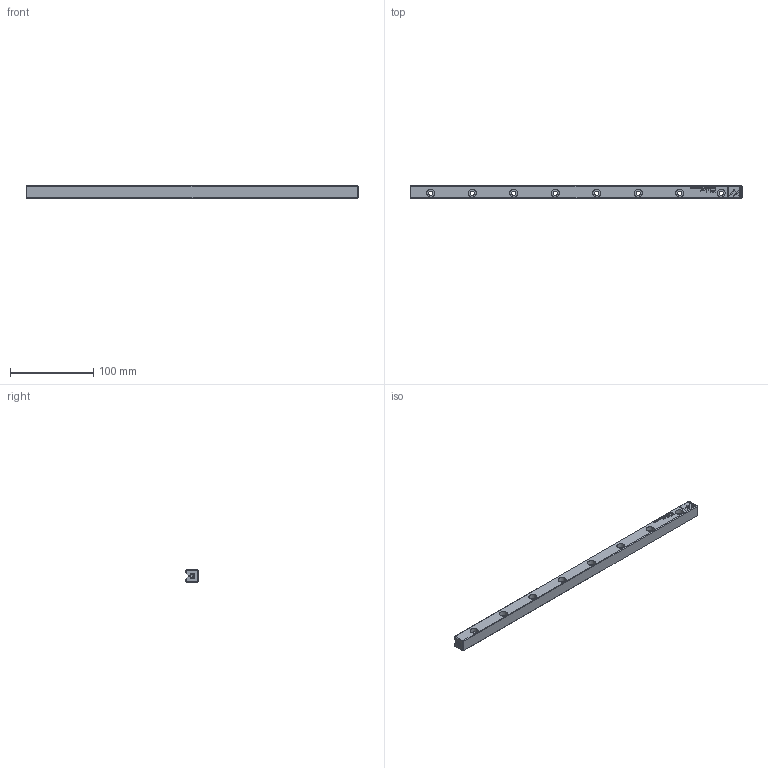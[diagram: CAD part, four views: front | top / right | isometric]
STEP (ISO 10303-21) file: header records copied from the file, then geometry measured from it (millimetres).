
FILE_DESCRIPTION(/* description */ (''),/* implementation_level */ '2;1');
FILE_NAME(/* name */ 'Rail RSDE-6400.stp',/* time_stamp */ '2024-11-14T09:02:29+01:00',/* author */ (''),/* organization */ (''),/* preprocessor_version */ 'ST-DEVELOPER v16.7',/* originating_system */ 'SIEMENS PLM Software NX 12.0',/* authorisation */ '');
FILE_SCHEMA (('AUTOMOTIVE_DESIGN { 1 0 10303 214 3 1 1 1 }'));
Length unit declared in the file: millimetre
Products named in the file (1): Rail RSDE-6400_step_stp
Bounding box: 400 x 14.9 x 15 mm (x, y, z)
Volume: 78005.4 mm3; surface area: 28000.3 mm2
Topology: 1 solids, 1 shells, 364 faces, 957 edges, 636 vertices
Faces by surface type: plane 233, bspline 90, cone 21, cylinder 20
Full cylindrical faces by diameter (mm): 4.3 x2, 5.2 x10, 9.5 x8
Entity records: 13306 total; most frequent: CARTESIAN_POINT 3123, ORIENTED_EDGE 1794, DIRECTION 1324, EDGE_CURVE 897, LINE 660, VECTOR 660, VERTEX_POINT 619, EDGE_LOOP 462
